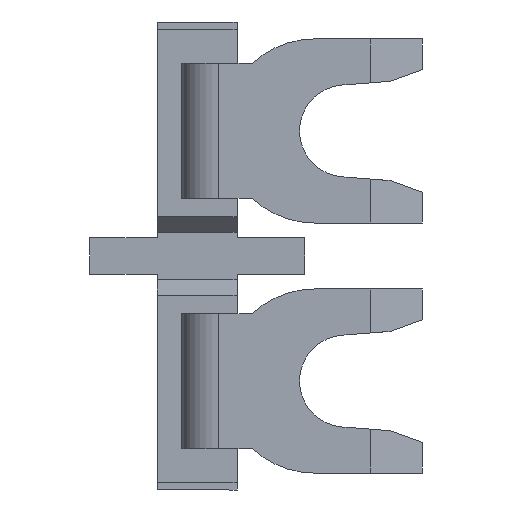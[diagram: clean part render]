
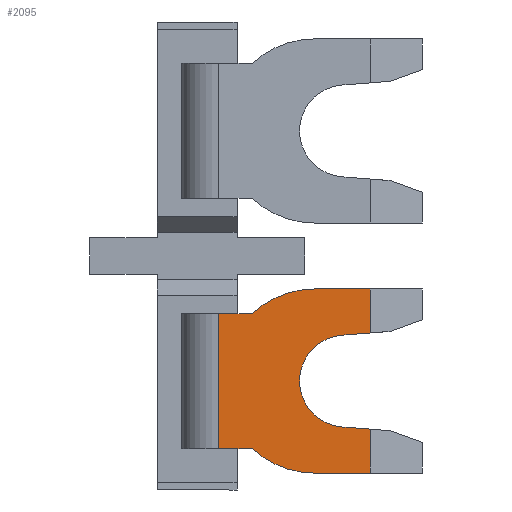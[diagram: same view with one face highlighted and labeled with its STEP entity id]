
A CAD part, front view. The second image highlights one B-rep face of the part: STEP entity #2095.
In plain terms, the highlighted planar face has unit normal (0, -1, 0).
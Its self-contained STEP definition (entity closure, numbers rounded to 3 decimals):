
#217 = CARTESIAN_POINT ( 'NONE',  ( 1477.581, 1078.96, -7.1 ) ) ;
#229 = CARTESIAN_POINT ( 'NONE',  ( 1479.38, 1078.96, -7.1 ) ) ;
#235 = CARTESIAN_POINT ( 'NONE',  ( 1477.581, 1078.96, -1.1 ) ) ;
#242 = CARTESIAN_POINT ( 'NONE',  ( 1474.445, 1078.96, -1.9 ) ) ;
#294 = CARTESIAN_POINT ( 'NONE',  ( 1479.38, 1078.96, -2.533 ) ) ;
#305 = CARTESIAN_POINT ( 'NONE',  ( 1475.542, 1078.96, -6.3 ) ) ;
#308 = CARTESIAN_POINT ( 'NONE',  ( 1479.38, 1078.96, -1.1 ) ) ;
#310 = CARTESIAN_POINT ( 'NONE',  ( 1478.465, 1078.96, -2.605 ) ) ;
#315 = CARTESIAN_POINT ( 'NONE',  ( 1479.38, 1078.96, -5.667 ) ) ;
#316 = CARTESIAN_POINT ( 'NONE',  ( 1474.445, 1078.96, -6.3 ) ) ;
#320 = CARTESIAN_POINT ( 'NONE',  ( 1478.465, 1078.96, -5.595 ) ) ;
#373 = CARTESIAN_POINT ( 'NONE',  ( 1475.542, 1078.96, -1.9 ) ) ;
#446 = VECTOR ( 'NONE', #1483, 1000. ) ;
#458 = VECTOR ( 'NONE', #1401, 1000. ) ;
#461 = VECTOR ( 'NONE', #1471, 1000. ) ;
#480 = CIRCLE ( 'NONE', #486, 3. ) ;
#486 = AXIS2_PLACEMENT_3D ( 'NONE', #1495, #1496, #1516 ) ;
#496 = VECTOR ( 'NONE', #1613, 1000. ) ;
#505 = AXIS2_PLACEMENT_3D ( 'NONE', #1614, #1596, #1606 ) ;
#510 = CIRCLE ( 'NONE', #505, 3. ) ;
#523 = AXIS2_PLACEMENT_3D ( 'NONE', #1535, #1578, #1577 ) ;
#526 = CIRCLE ( 'NONE', #523, 1.5 ) ;
#534 = VECTOR ( 'NONE', #1581, 1000. ) ;
#535 = VECTOR ( 'NONE', #1605, 1000. ) ;
#579 = VECTOR ( 'NONE', #1698, 1000. ) ;
#580 = VECTOR ( 'NONE', #1589, 1000. ) ;
#586 = VECTOR ( 'NONE', #1762, 1000. ) ;
#661 = AXIS2_PLACEMENT_3D ( 'NONE', #835, #861, #875 ) ;
#835 = CARTESIAN_POINT ( 'NONE',  ( 1474.245, 1078.96, -1.9 ) ) ;
#850 = PLANE ( 'NONE',  #661 ) ;
#861 = DIRECTION ( 'NONE',  ( 0., -1., 0. ) ) ;
#868 = FACE_OUTER_BOUND ( 'NONE', #2772, .T. ) ;
#875 = DIRECTION ( 'NONE',  ( 0., 0., -1. ) ) ;
#1400 = CARTESIAN_POINT ( 'NONE',  ( 1479.38, 1078.96, -1.9 ) ) ;
#1401 = DIRECTION ( 'NONE',  ( 0., 0., -1. ) ) ;
#1409 = LINE ( 'NONE', #1473, #446 ) ;
#1431 = LINE ( 'NONE', #1400, #458 ) ;
#1447 = LINE ( 'NONE', #1481, #461 ) ;
#1471 = DIRECTION ( 'NONE',  ( -1., 0., 0. ) ) ;
#1473 = CARTESIAN_POINT ( 'NONE',  ( 1481.081, 1078.96, -2.4 ) ) ;
#1481 = CARTESIAN_POINT ( 'NONE',  ( 1481.081, 1078.96, -1.1 ) ) ;
#1483 = DIRECTION ( 'NONE',  ( 0.997, 0., 0.078 ) ) ;
#1495 = CARTESIAN_POINT ( 'NONE',  ( 1477.581, 1078.96, -4.1 ) ) ;
#1496 = DIRECTION ( 'NONE',  ( 0., -1., 0. ) ) ;
#1516 = DIRECTION ( 'NONE',  ( 0., 0., 1. ) ) ;
#1535 = CARTESIAN_POINT ( 'NONE',  ( 1478.582, 1078.96, -4.1 ) ) ;
#1577 = DIRECTION ( 'NONE',  ( 0., 0., -1. ) ) ;
#1578 = DIRECTION ( 'NONE',  ( 0., 1., 0. ) ) ;
#1581 = DIRECTION ( 'NONE',  ( 0., 0., -1. ) ) ;
#1583 = CARTESIAN_POINT ( 'NONE',  ( 1474.245, 1078.96, -6.3 ) ) ;
#1588 = CARTESIAN_POINT ( 'NONE',  ( 1474.245, 1078.96, -1.9 ) ) ;
#1589 = DIRECTION ( 'NONE',  ( -0.997, 0., 0.078 ) ) ;
#1596 = DIRECTION ( 'NONE',  ( 0., -1., 0. ) ) ;
#1599 = LINE ( 'NONE', #1583, #496 ) ;
#1603 = LINE ( 'NONE', #1622, #534 ) ;
#1605 = DIRECTION ( 'NONE',  ( 1., 0., 0. ) ) ;
#1606 = DIRECTION ( 'NONE',  ( 0., 0., 1. ) ) ;
#1608 = CARTESIAN_POINT ( 'NONE',  ( 1481.081, 1078.96, -5.8 ) ) ;
#1613 = DIRECTION ( 'NONE',  ( -1., 0., 0. ) ) ;
#1614 = CARTESIAN_POINT ( 'NONE',  ( 1477.581, 1078.96, -4.1 ) ) ;
#1615 = LINE ( 'NONE', #1608, #580 ) ;
#1622 = CARTESIAN_POINT ( 'NONE',  ( 1479.38, 1078.96, -1.9 ) ) ;
#1624 = LINE ( 'NONE', #1588, #535 ) ;
#1681 = LINE ( 'NONE', #1696, #579 ) ;
#1696 = CARTESIAN_POINT ( 'NONE',  ( 1477.581, 1078.96, -7.1 ) ) ;
#1698 = DIRECTION ( 'NONE',  ( 1., 0., 0. ) ) ;
#1726 = CARTESIAN_POINT ( 'NONE',  ( 1474.445, 1078.96, -1.9 ) ) ;
#1737 = LINE ( 'NONE', #1726, #586 ) ;
#1762 = DIRECTION ( 'NONE',  ( 0., 0., 1. ) ) ;
#1931 = EDGE_CURVE ( 'NONE', #2922, #2915, #1431, .T. ) ;
#1937 = EDGE_CURVE ( 'NONE', #2973, #2915, #1409, .T. ) ;
#1940 = EDGE_CURVE ( 'NONE', #2922, #2890, #1447, .T. ) ;
#1961 = EDGE_CURVE ( 'NONE', #2890, #2974, #480, .T. ) ;
#1969 = EDGE_CURVE ( 'NONE', #2903, #2973, #526, .T. ) ;
#1981 = EDGE_CURVE ( 'NONE', #2924, #2945, #1599, .T. ) ;
#1982 = EDGE_CURVE ( 'NONE', #2924, #2874, #510, .T. ) ;
#1990 = EDGE_CURVE ( 'NONE', #2901, #2903, #1615, .T. ) ;
#1991 = EDGE_CURVE ( 'NONE', #2901, #2880, #1603, .T. ) ;
#1993 = EDGE_CURVE ( 'NONE', #2879, #2974, #1624, .T. ) ;
#2013 = EDGE_CURVE ( 'NONE', #2874, #2880, #1681, .T. ) ;
#2037 = EDGE_CURVE ( 'NONE', #2945, #2879, #1737, .T. ) ;
#2095 = ADVANCED_FACE ( 'NONE', ( #868 ), #850, .T. ) ;
#2332 = ORIENTED_EDGE ( 'NONE', *, *, #1937, .T. ) ;
#2344 = ORIENTED_EDGE ( 'NONE', *, *, #1931, .F. ) ;
#2346 = ORIENTED_EDGE ( 'NONE', *, *, #1940, .T. ) ;
#2359 = ORIENTED_EDGE ( 'NONE', *, *, #1981, .F. ) ;
#2370 = ORIENTED_EDGE ( 'NONE', *, *, #1961, .T. ) ;
#2372 = ORIENTED_EDGE ( 'NONE', *, *, #1982, .T. ) ;
#2386 = ORIENTED_EDGE ( 'NONE', *, *, #1990, .T. ) ;
#2391 = ORIENTED_EDGE ( 'NONE', *, *, #2037, .F. ) ;
#2395 = ORIENTED_EDGE ( 'NONE', *, *, #1993, .F. ) ;
#2407 = ORIENTED_EDGE ( 'NONE', *, *, #2013, .T. ) ;
#2413 = ORIENTED_EDGE ( 'NONE', *, *, #1969, .T. ) ;
#2457 = ORIENTED_EDGE ( 'NONE', *, *, #1991, .F. ) ;
#2772 = EDGE_LOOP ( 'NONE', ( #2344, #2346, #2370, #2395, #2391, #2359, #2372, #2407, #2457, #2386, #2413, #2332 ) ) ;
#2874 = VERTEX_POINT ( 'NONE', #217 ) ;
#2879 = VERTEX_POINT ( 'NONE', #242 ) ;
#2880 = VERTEX_POINT ( 'NONE', #229 ) ;
#2890 = VERTEX_POINT ( 'NONE', #235 ) ;
#2901 = VERTEX_POINT ( 'NONE', #315 ) ;
#2903 = VERTEX_POINT ( 'NONE', #320 ) ;
#2915 = VERTEX_POINT ( 'NONE', #294 ) ;
#2922 = VERTEX_POINT ( 'NONE', #308 ) ;
#2924 = VERTEX_POINT ( 'NONE', #305 ) ;
#2945 = VERTEX_POINT ( 'NONE', #316 ) ;
#2973 = VERTEX_POINT ( 'NONE', #310 ) ;
#2974 = VERTEX_POINT ( 'NONE', #373 ) ;
